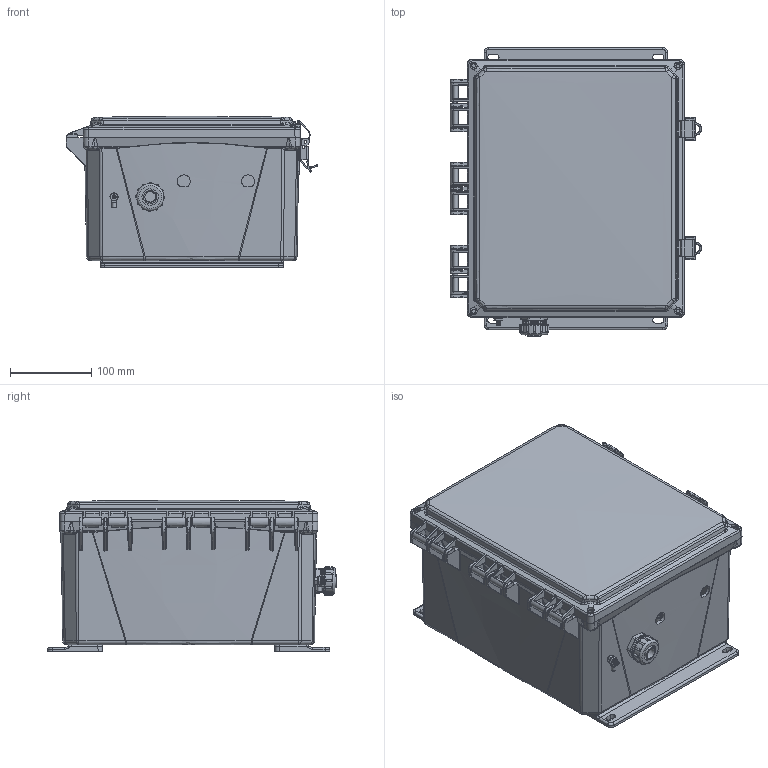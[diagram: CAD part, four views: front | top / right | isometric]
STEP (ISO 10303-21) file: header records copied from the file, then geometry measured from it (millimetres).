
FILE_DESCRIPTION (( 'STEP AP214' ), '1' );
FILE_NAME ('TEBWPC121006-02_3D.STEP', '2021-09-30T21:26:50', ( '' ), ( '' ), 'SwSTEP 2.0', 'SolidWorks 2021', '' );
FILE_SCHEMA (( 'AUTOMOTIVE_DESIGN' ));
Length unit declared in the file: inch
Products named in the file (13): NBPC121006_latch; XCT-0010; NBPC121006_box; XC-0003_.06 panel; XCT-0005; NBPC121006_lid; GroundWire_NBPC121006-01; XFS-0026; NBPC121006_10in. mtg flange; TEBWPC121006-02_3D; XFN-0003; 10-32 NEMA PLATE SCREW; XFW-0002
Assembly tree (17 placements, depth 2):
  TEBWPC121006-02_3D
    NBPC121006_box
    NBPC121006_latch  x2
    NBPC121006_lid
    NBPC121006_10in. mtg flange  x2
    XFW-0002  x2
    10-32 NEMA PLATE SCREW
    XFS-0026
    XCT-0010  x2
    XFN-0003  x2
    XCT-0005
    XC-0003_.06 panel
    GroundWire_NBPC121006-01
Bounding box: 309.86 x 355.99 x 186.69 mm (x, y, z)
Volume: 1645912.3 mm3; surface area: 890773.7 mm2
Topology: 21 solids, 23 shells, 4426 faces, 11055 edges, 6515 vertices
Faces by surface type: cylinder 1655, bspline 1236, plane 1207, cone 262, torus 66
Full cylindrical faces by diameter (mm): 1.025 x1, 1.255 x1, 3.302 x12, 3.607 x1, 4.064 x8, 4.496 x4, 5.004 x1, 5.182 x1, 5.639 x1, 6.147 x6, 9.22 x1, 9.296 x1, 9.525 x2, 10.414 x2, 13.538 x2, 14.315 x1, 16.281 x1, 18.491 x1, 19.406 x2, 20.345 x2, 21.215 x1, 22.606 x1, 25.4 x1, 29.693 x1, 33.274 x1
Entity records: 166065 total; most frequent: CARTESIAN_POINT 93344, ORIENTED_EDGE 16272, DIRECTION 10879, EDGE_CURVE 8136, VERTEX_POINT 5004, AXIS2_PLACEMENT_3D 3901, EDGE_LOOP 3818, FACE_OUTER_BOUND 3534
